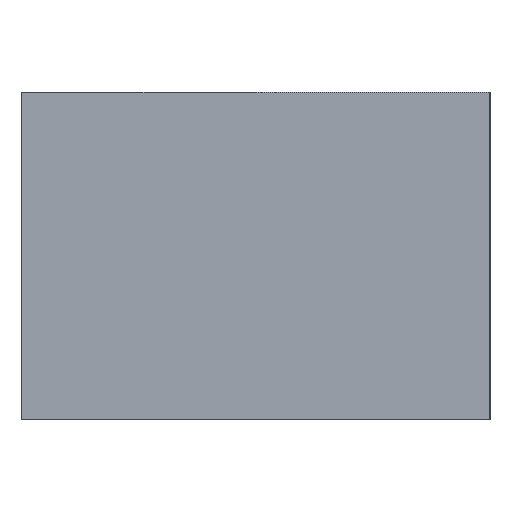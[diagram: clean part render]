
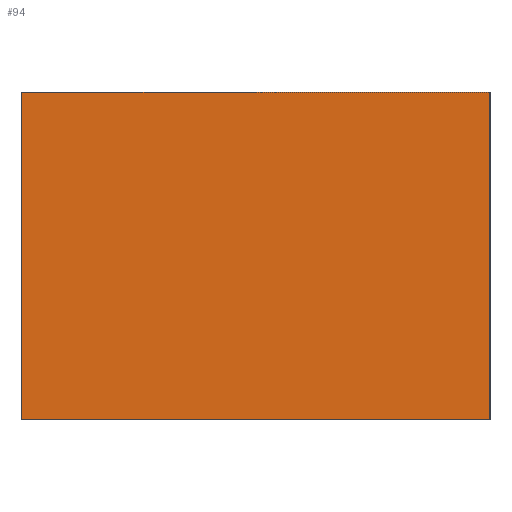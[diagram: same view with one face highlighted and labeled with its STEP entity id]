
A CAD part, left-side view. The second image highlights one B-rep face of the part: STEP entity #94.
In plain terms, the highlighted planar face has unit normal (-1, 0, 0).
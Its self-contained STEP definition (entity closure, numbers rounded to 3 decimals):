
#17 = VECTOR ( 'NONE', #284, 1000. ) ;
#21 = VERTEX_POINT ( 'NONE', #235 ) ;
#31 = EDGE_CURVE ( 'NONE', #167, #110, #155, .T. ) ;
#36 = AXIS2_PLACEMENT_3D ( 'NONE', #176, #80, #288 ) ;
#47 = LINE ( 'NONE', #281, #17 ) ;
#59 = EDGE_CURVE ( 'NONE', #219, #21, #47, .T. ) ;
#60 = DIRECTION ( 'NONE',  ( 0., -1., 0. ) ) ;
#80 = DIRECTION ( 'NONE',  ( 1., 0., 0. ) ) ;
#94 = ADVANCED_FACE ( 'NONE', ( #345 ), #325, .F. ) ;
#107 = CARTESIAN_POINT ( 'NONE',  ( -350., 232.421, -105. ) ) ;
#110 = VERTEX_POINT ( 'NONE', #171 ) ;
#114 = LINE ( 'NONE', #472, #251 ) ;
#118 = DIRECTION ( 'NONE',  ( 0., 0., -1. ) ) ;
#140 = VECTOR ( 'NONE', #118, 1000. ) ;
#143 = EDGE_CURVE ( 'NONE', #167, #219, #114, .T. ) ;
#144 = EDGE_LOOP ( 'NONE', ( #386, #163, #333, #153 ) ) ;
#153 = ORIENTED_EDGE ( 'NONE', *, *, #31, .T. ) ;
#155 = LINE ( 'NONE', #391, #140 ) ;
#163 = ORIENTED_EDGE ( 'NONE', *, *, #59, .F. ) ;
#167 = VERTEX_POINT ( 'NONE', #471 ) ;
#171 = CARTESIAN_POINT ( 'NONE',  ( -350., 232.421, -105. ) ) ;
#176 = CARTESIAN_POINT ( 'NONE',  ( -350., 232.421, 105. ) ) ;
#219 = VERTEX_POINT ( 'NONE', #335 ) ;
#224 = LINE ( 'NONE', #107, #484 ) ;
#235 = CARTESIAN_POINT ( 'NONE',  ( -350., -67.579, -105. ) ) ;
#251 = VECTOR ( 'NONE', #503, 1000. ) ;
#281 = CARTESIAN_POINT ( 'NONE',  ( -350., -67.579, 105. ) ) ;
#284 = DIRECTION ( 'NONE',  ( 0., 0., -1. ) ) ;
#288 = DIRECTION ( 'NONE',  ( 0., 1., 0. ) ) ;
#325 = PLANE ( 'NONE',  #36 ) ;
#333 = ORIENTED_EDGE ( 'NONE', *, *, #143, .F. ) ;
#335 = CARTESIAN_POINT ( 'NONE',  ( -350., -67.579, 105. ) ) ;
#345 = FACE_OUTER_BOUND ( 'NONE', #144, .T. ) ;
#386 = ORIENTED_EDGE ( 'NONE', *, *, #431, .T. ) ;
#391 = CARTESIAN_POINT ( 'NONE',  ( -350., 232.421, 105. ) ) ;
#431 = EDGE_CURVE ( 'NONE', #110, #21, #224, .T. ) ;
#471 = CARTESIAN_POINT ( 'NONE',  ( -350., 232.421, 105. ) ) ;
#472 = CARTESIAN_POINT ( 'NONE',  ( -350., 232.421, 105. ) ) ;
#484 = VECTOR ( 'NONE', #60, 1000. ) ;
#503 = DIRECTION ( 'NONE',  ( 0., -1., 0. ) ) ;
